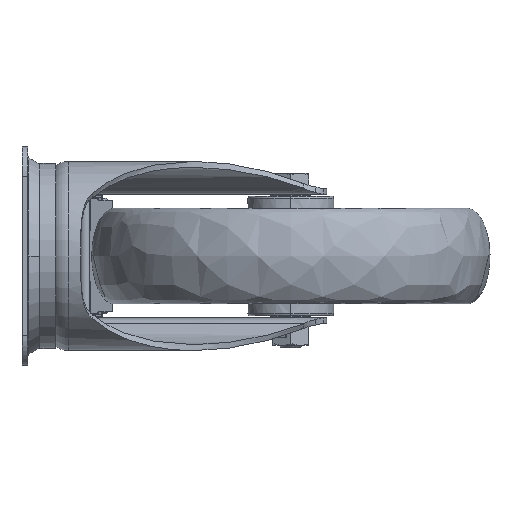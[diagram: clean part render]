
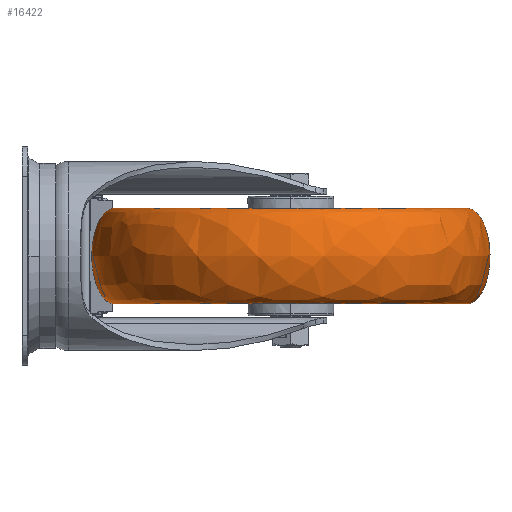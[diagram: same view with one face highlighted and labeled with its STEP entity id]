
A CAD part, left-side view. The second image highlights one B-rep face of the part: STEP entity #16422.
In plain terms, the highlighted free-form (B-spline) face has degree [3, 3] with [4, 4] control points.
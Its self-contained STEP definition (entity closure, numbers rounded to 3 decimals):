
#381 = CARTESIAN_POINT ( 'NONE',  ( -122., -223.5, -24. ) ) ;
#423 = CARTESIAN_POINT ( 'NONE',  ( 55., -46.5, -24. ) ) ;
#1252 =( BOUNDED_CURVE ( )  B_SPLINE_CURVE ( 3, ( #6672, #53058, #7016, #27516 ),
 .UNSPECIFIED., .F., .T. ) 
 B_SPLINE_CURVE_WITH_KNOTS ( ( 4, 4 ),
 ( 0., 3.142 ),
 .UNSPECIFIED. ) 
 CURVE ( )  GEOMETRIC_REPRESENTATION_ITEM ( )  RATIONAL_B_SPLINE_CURVE ( ( 1., 0.333, 0.333, 1. ) ) 
 REPRESENTATION_ITEM ( '' )  );
#2037 = VERTEX_POINT ( 'NONE', #423 ) ;
#3152 = CARTESIAN_POINT ( 'NONE',  ( 55., -246.5, -24. ) ) ;
#6672 = CARTESIAN_POINT ( 'NONE',  ( 55., -46.5, -24. ) ) ;
#6789 = DIRECTION ( 'NONE',  ( 0., 1., 0. ) ) ;
#7016 = CARTESIAN_POINT ( 'NONE',  ( 55., -23.5, 24. ) ) ;
#7702 =( BOUNDED_SURFACE ( )  B_SPLINE_SURFACE ( 3, 3, ( 
 ( #25587, #41760, #381, #61222 ),
 ( #25929, #14500, #35359, #35683 ),
 ( #31288, #56160, #10080, #41420 ),
 ( #30631, #51159, #56504, #30967 ) ),
 .UNSPECIFIED., .F., .F., .F. ) 
 B_SPLINE_SURFACE_WITH_KNOTS ( ( 4, 4 ),
 ( 4, 4 ),
 ( 0., 1. ),
 ( 0., 1. ),
 .UNSPECIFIED. ) 
 GEOMETRIC_REPRESENTATION_ITEM ( )  RATIONAL_B_SPLINE_SURFACE ( (
 ( 1., 0.333, 0.333, 1.),
 ( 0.333, 0.111, 0.111, 0.333),
 ( 0.333, 0.111, 0.111, 0.333),
 ( 1., 0.333, 0.333, 1.) ) ) 
 REPRESENTATION_ITEM ( '' )  SURFACE ( )  );
#10080 = CARTESIAN_POINT ( 'NONE',  ( -168., -246.5, 24. ) ) ;
#11113 = DIRECTION ( 'NONE',  ( 0., 0., 1. ) ) ;
#12206 = CIRCLE ( 'NONE', #38000, 88.5 ) ;
#12788 = CARTESIAN_POINT ( 'NONE',  ( 55., -223.5, -24. ) ) ;
#14500 = CARTESIAN_POINT ( 'NONE',  ( -168., -23.5, -24. ) ) ;
#15466 = CARTESIAN_POINT ( 'NONE',  ( 55., -135., 24. ) ) ;
#15679 = VERTEX_POINT ( 'NONE', #31942 ) ;
#16422 = ADVANCED_FACE ( 'NONE', ( #33649 ), #7702, .F. ) ;
#18892 = CARTESIAN_POINT ( 'NONE',  ( 55., -223.5, 24. ) ) ;
#19650 = EDGE_CURVE ( 'NONE', #2037, #51626, #12206, .T. ) ;
#20869 = DIRECTION ( 'NONE',  ( 0., 1., 0. ) ) ;
#21018 = AXIS2_PLACEMENT_3D ( 'NONE', #15466, #61858, #20869 ) ;
#22158 = ORIENTED_EDGE ( 'NONE', *, *, #42703, .F. ) ;
#25587 = CARTESIAN_POINT ( 'NONE',  ( 55., -46.5, -24. ) ) ;
#25782 = EDGE_CURVE ( 'NONE', #51626, #15679, #55808, .T. ) ;
#25929 = CARTESIAN_POINT ( 'NONE',  ( 55., -23.5, -24. ) ) ;
#27002 = EDGE_LOOP ( 'NONE', ( #35634, #65720, #22158, #41399 ) ) ;
#27516 = CARTESIAN_POINT ( 'NONE',  ( 55., -46.5, 24. ) ) ;
#30631 = CARTESIAN_POINT ( 'NONE',  ( 55., -46.5, 24. ) ) ;
#30967 = CARTESIAN_POINT ( 'NONE',  ( 55., -223.5, 24. ) ) ;
#31288 = CARTESIAN_POINT ( 'NONE',  ( 55., -23.5, 24. ) ) ;
#31942 = CARTESIAN_POINT ( 'NONE',  ( 55., -223.5, 24. ) ) ;
#32772 = CARTESIAN_POINT ( 'NONE',  ( 55., -46.5, 24. ) ) ;
#33649 = FACE_OUTER_BOUND ( 'NONE', #27002, .T. ) ;
#34686 = CARTESIAN_POINT ( 'NONE',  ( 55., -223.5, -24. ) ) ;
#35359 = CARTESIAN_POINT ( 'NONE',  ( -168., -246.5, -24. ) ) ;
#35634 = ORIENTED_EDGE ( 'NONE', *, *, #19650, .T. ) ;
#35683 = CARTESIAN_POINT ( 'NONE',  ( 55., -246.5, -24. ) ) ;
#38000 = AXIS2_PLACEMENT_3D ( 'NONE', #38338, #11113, #6789 ) ;
#38338 = CARTESIAN_POINT ( 'NONE',  ( 55., -135., -24. ) ) ;
#41399 = ORIENTED_EDGE ( 'NONE', *, *, #61690, .F. ) ;
#41420 = CARTESIAN_POINT ( 'NONE',  ( 55., -246.5, 24. ) ) ;
#41760 = CARTESIAN_POINT ( 'NONE',  ( -122., -46.5, -24. ) ) ;
#42703 = EDGE_CURVE ( 'NONE', #44360, #15679, #64993, .T. ) ;
#44360 = VERTEX_POINT ( 'NONE', #32772 ) ;
#51159 = CARTESIAN_POINT ( 'NONE',  ( -122., -46.5, 24. ) ) ;
#51626 = VERTEX_POINT ( 'NONE', #12788 ) ;
#53058 = CARTESIAN_POINT ( 'NONE',  ( 55., -23.5, -24. ) ) ;
#54527 = CARTESIAN_POINT ( 'NONE',  ( 55., -246.5, 24. ) ) ;
#55808 =( BOUNDED_CURVE ( )  B_SPLINE_CURVE ( 3, ( #34686, #3152, #54527, #18892 ),
 .UNSPECIFIED., .F., .F. ) 
 B_SPLINE_CURVE_WITH_KNOTS ( ( 4, 4 ),
 ( 0., 3.142 ),
 .UNSPECIFIED. ) 
 CURVE ( )  GEOMETRIC_REPRESENTATION_ITEM ( )  RATIONAL_B_SPLINE_CURVE ( ( 1., 0.333, 0.333, 1. ) ) 
 REPRESENTATION_ITEM ( '' )  );
#56160 = CARTESIAN_POINT ( 'NONE',  ( -168., -23.5, 24. ) ) ;
#56504 = CARTESIAN_POINT ( 'NONE',  ( -122., -223.5, 24. ) ) ;
#61222 = CARTESIAN_POINT ( 'NONE',  ( 55., -223.5, -24. ) ) ;
#61690 = EDGE_CURVE ( 'NONE', #2037, #44360, #1252, .T. ) ;
#61858 = DIRECTION ( 'NONE',  ( 0., 0., 1. ) ) ;
#64993 = CIRCLE ( 'NONE', #21018, 88.5 ) ;
#65720 = ORIENTED_EDGE ( 'NONE', *, *, #25782, .T. ) ;
